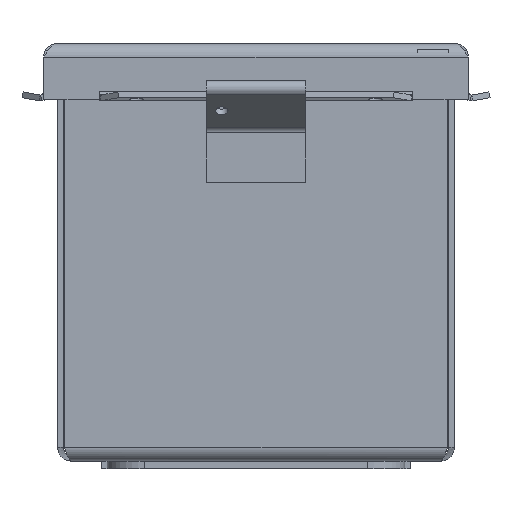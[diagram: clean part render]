
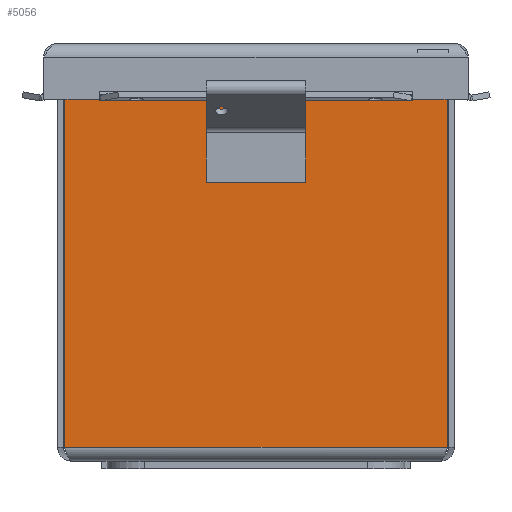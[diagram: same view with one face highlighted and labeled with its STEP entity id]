
A CAD part, front view. The second image highlights one B-rep face of the part: STEP entity #5056.
In plain terms, the highlighted planar face has unit normal (0, -1, 0).
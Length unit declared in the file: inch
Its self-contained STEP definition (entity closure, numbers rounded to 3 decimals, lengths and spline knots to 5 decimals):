
#509=FACE_OUTER_BOUND('',#817,.T.);
#817=EDGE_LOOP('',(#3719,#3720,#3721,#3722));
#1145=LINE('',#7547,#1660);
#1208=LINE('',#7948,#1723);
#1209=LINE('',#7950,#1724);
#1210=LINE('',#7951,#1725);
#1660=VECTOR('',#6271,0.3937);
#1723=VECTOR('',#6390,0.3937);
#1724=VECTOR('',#6391,0.3937);
#1725=VECTOR('',#6392,0.3937);
#2168=VERTEX_POINT('',#7538);
#2169=VERTEX_POINT('',#7546);
#2214=VERTEX_POINT('',#7947);
#2215=VERTEX_POINT('',#7949);
#2663=EDGE_CURVE('',#2169,#2168,#1145,.T.);
#2741=EDGE_CURVE('',#2214,#2168,#1208,.T.);
#2742=EDGE_CURVE('',#2214,#2215,#1209,.T.);
#2743=EDGE_CURVE('',#2169,#2215,#1210,.T.);
#3719=ORIENTED_EDGE('',*,*,#2663,.T.);
#3720=ORIENTED_EDGE('',*,*,#2741,.F.);
#3721=ORIENTED_EDGE('',*,*,#2742,.T.);
#3722=ORIENTED_EDGE('',*,*,#2743,.F.);
#4597=PLANE('',#5590);
#5056=ADVANCED_FACE('',(#509),#4597,.F.);
#5590=AXIS2_PLACEMENT_3D('',#7946,#6388,#6389);
#6271=DIRECTION('',(-1.,0.,0.));
#6388=DIRECTION('center_axis',(0.,1.,0.));
#6389=DIRECTION('ref_axis',(1.,0.,0.));
#6390=DIRECTION('',(0.,0.,1.));
#6391=DIRECTION('',(1.,0.,0.));
#6392=DIRECTION('',(0.,0.,-1.));
#7538=CARTESIAN_POINT('',(-1.92995,-2.,3.86092));
#7546=CARTESIAN_POINT('',(1.92995,-2.,3.86092));
#7547=CARTESIAN_POINT('',(0.96498,-2.,3.86092));
#7946=CARTESIAN_POINT('Origin',(0.,-2.,2.00703));
#7947=CARTESIAN_POINT('',(-1.92995,-2.,0.13908));
#7948=CARTESIAN_POINT('',(-1.92995,-2.,0.13908));
#7949=CARTESIAN_POINT('',(1.92995,-2.,0.13908));
#7950=CARTESIAN_POINT('',(0.,-2.,0.13908));
#7951=CARTESIAN_POINT('',(1.92995,-2.,0.13908));
